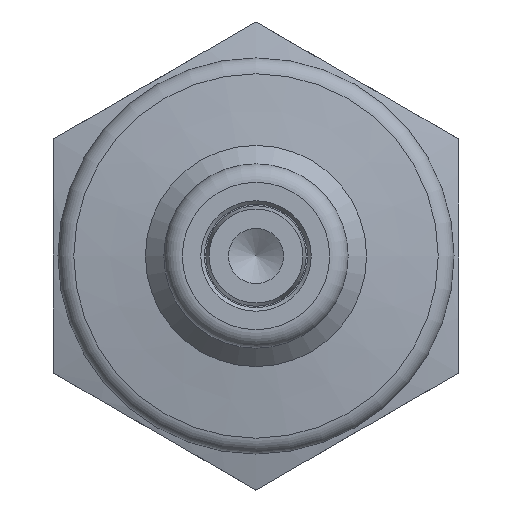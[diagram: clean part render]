
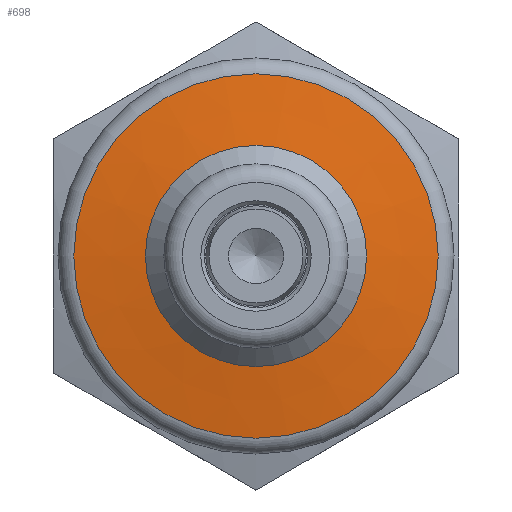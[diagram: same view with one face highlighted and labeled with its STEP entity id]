
A CAD part, left-side view. The second image highlights one B-rep face of the part: STEP entity #698.
In plain terms, the highlighted conical face has half-angle 82 degrees and reference radius 8.375 mm.
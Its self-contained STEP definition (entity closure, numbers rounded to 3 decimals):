
#58=LINE('',#1161,#89);
#89=VECTOR('',#955,8.375);
#112=CONICAL_SURFACE('',#793,8.375,1.431);
#182=FACE_OUTER_BOUND('',#227,.T.);
#227=EDGE_LOOP('',(#545,#546,#547,#548,#549));
#263=CIRCLE('',#764,6.);
#284=CIRCLE('',#794,9.889);
#285=CIRCLE('',#795,9.889);
#319=VERTEX_POINT('',#1104);
#337=VERTEX_POINT('',#1158);
#338=VERTEX_POINT('',#1159);
#387=EDGE_CURVE('',#319,#319,#263,.T.);
#414=EDGE_CURVE('',#337,#338,#284,.T.);
#415=EDGE_CURVE('',#337,#319,#58,.T.);
#416=EDGE_CURVE('',#338,#337,#285,.T.);
#545=ORIENTED_EDGE('',*,*,#414,.F.);
#546=ORIENTED_EDGE('',*,*,#415,.T.);
#547=ORIENTED_EDGE('',*,*,#387,.T.);
#548=ORIENTED_EDGE('',*,*,#415,.F.);
#549=ORIENTED_EDGE('',*,*,#416,.F.);
#698=ADVANCED_FACE('',(#182),#112,.T.);
#764=AXIS2_PLACEMENT_3D('',#1105,#887,#888);
#793=AXIS2_PLACEMENT_3D('',#1157,#951,#952);
#794=AXIS2_PLACEMENT_3D('',#1160,#953,#954);
#795=AXIS2_PLACEMENT_3D('',#1162,#956,#957);
#887=DIRECTION('center_axis',(1.,0.,0.));
#888=DIRECTION('ref_axis',(0.,1.,0.));
#951=DIRECTION('center_axis',(1.,0.,0.));
#952=DIRECTION('ref_axis',(0.,1.,0.));
#953=DIRECTION('center_axis',(1.,0.,0.));
#954=DIRECTION('ref_axis',(0.,-1.,0.));
#955=DIRECTION('',(-0.139,0.99,0.));
#956=DIRECTION('center_axis',(1.,0.,0.));
#957=DIRECTION('ref_axis',(0.,-1.,0.));
#1104=CARTESIAN_POINT('',(20.,-6.,0.));
#1105=CARTESIAN_POINT('Origin',(20.,0.,0.));
#1157=CARTESIAN_POINT('Origin',(20.334,0.,0.));
#1158=CARTESIAN_POINT('',(20.547,-9.889,0.));
#1159=CARTESIAN_POINT('',(20.547,0.,9.889));
#1160=CARTESIAN_POINT('Origin',(20.547,0.,0.));
#1161=CARTESIAN_POINT('',(20.334,-8.375,0.));
#1162=CARTESIAN_POINT('Origin',(20.547,0.,0.));
